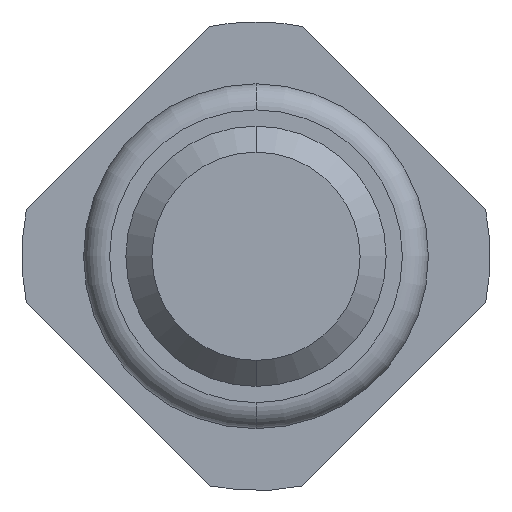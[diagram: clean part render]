
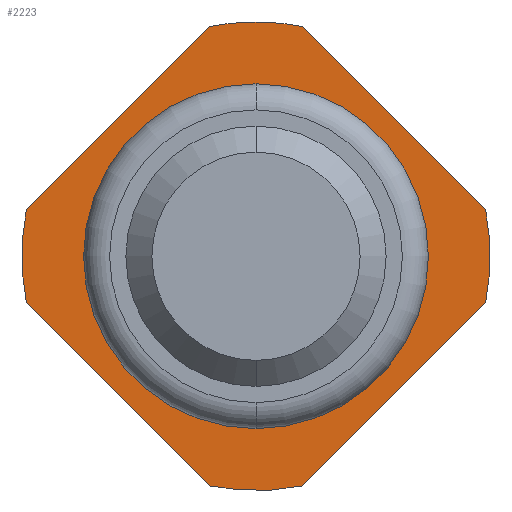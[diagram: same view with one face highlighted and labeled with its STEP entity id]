
A CAD part, front view. The second image highlights one B-rep face of the part: STEP entity #2223.
In plain terms, the highlighted planar face has unit normal (0, -1, 0).
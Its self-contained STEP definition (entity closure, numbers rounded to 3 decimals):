
#9 = EDGE_CURVE ( 'Defeature ausgef�hrt2_18+Defeature ausgef�hrt2_0+Defeature ausgef�hrt2_2+Defeature ausgef�hrt2_1', #2170, #1306, #2496, .T. ) ;
#21 = VERTEX_POINT ( 'NONE', #3735 ) ;
#97 = FACE_BOUND ( 'NONE', #909, .T. ) ;
#117 = DIRECTION ( 'NONE',  ( 0., 1., 0. ) ) ;
#186 = CARTESIAN_POINT ( 'NONE',  ( -1.764, -2., -0.357 ) ) ;
#254 = ORIENTED_EDGE ( 'NONE', *, *, #3938, .F. ) ;
#261 = EDGE_CURVE ( 'Defeature ausgef�hrt2_4+Defeature ausgef�hrt2_0+Defeature ausgef�hrt2_15+Defeature ausgef�hrt2_16', #1567, #3214, #1147, .T. ) ;
#309 = DIRECTION ( 'NONE',  ( 0., 1., 0. ) ) ;
#376 = DIRECTION ( 'NONE',  ( 0., 0., 1. ) ) ;
#388 = EDGE_CURVE ( 'Defeature ausgef�hrt2_17+Defeature ausgef�hrt2_0+Defeature ausgef�hrt2_3+Defeature ausgef�hrt2_2', #2165, #2115, #3100, .T. ) ;
#408 = AXIS2_PLACEMENT_3D ( 'NONE', #552, #3630, #1796 ) ;
#422 = VERTEX_POINT ( 'NONE', #186 ) ;
#427 = EDGE_CURVE ( 'Defeature ausgef�hrt2_0+Defeature ausgef�hrt2_12+Defeature ausgef�hrt2_12+Defeature ausgef�hrt2_12', #501, #21, #2709, .T. ) ;
#476 = DIRECTION ( 'NONE',  ( 0., 0., 1. ) ) ;
#497 = EDGE_CURVE ( 'Defeature ausgef�hrt2_15+Defeature ausgef�hrt2_0+Defeature ausgef�hrt2_1+Defeature ausgef�hrt2_4', #1973, #1567, #3545, .T. ) ;
#501 = VERTEX_POINT ( 'NONE', #811 ) ;
#552 = CARTESIAN_POINT ( 'NONE',  ( 0., -2., 0. ) ) ;
#556 = ORIENTED_EDGE ( 'NONE', *, *, #9, .F. ) ;
#581 = EDGE_LOOP ( 'NONE', ( #556, #697, #987, #760, #254, #1086, #1326, #1040, #1107 ) ) ;
#653 = DIRECTION ( 'NONE',  ( 0.707, 0., 0.707 ) ) ;
#687 = EDGE_CURVE ( 'Defeature ausgef�hrt2_2+Defeature ausgef�hrt2_0+Defeature ausgef�hrt2_17+Defeature ausgef�hrt2_18', #2115, #2076, #1099, .T. ) ;
#697 = ORIENTED_EDGE ( 'NONE', *, *, #935, .F. ) ;
#701 = CIRCLE ( 'NONE', #2962, 1.8 ) ;
#760 = ORIENTED_EDGE ( 'NONE', *, *, #388, .F. ) ;
#776 = VECTOR ( 'NONE', #3262, 1000. ) ;
#811 = CARTESIAN_POINT ( 'NONE',  ( 0., -2., -1.325 ) ) ;
#843 = VECTOR ( 'NONE', #653, 1000. ) ;
#881 = CARTESIAN_POINT ( 'NONE',  ( 0., -2., 1.8 ) ) ;
#909 = EDGE_LOOP ( 'NONE', ( #3542, #1471 ) ) ;
#935 = EDGE_CURVE ( 'Defeature ausgef�hrt2_2+Defeature ausgef�hrt2_0+Defeature ausgef�hrt2_17+Defeature ausgef�hrt2_18', #2076, #2170, #1238, .T. ) ;
#987 = ORIENTED_EDGE ( 'NONE', *, *, #687, .F. ) ;
#997 = DIRECTION ( 'NONE',  ( 0.707, 0., -0.707 ) ) ;
#1016 = DIRECTION ( 'NONE',  ( 0., 1., 0. ) ) ;
#1040 = ORIENTED_EDGE ( 'NONE', *, *, #497, .F. ) ;
#1086 = ORIENTED_EDGE ( 'NONE', *, *, #1225, .F. ) ;
#1099 = CIRCLE ( 'NONE', #1947, 1.8 ) ;
#1107 = ORIENTED_EDGE ( 'NONE', *, *, #2143, .F. ) ;
#1122 = CARTESIAN_POINT ( 'NONE',  ( 0., -2., 0. ) ) ;
#1147 = CIRCLE ( 'NONE', #408, 1.8 ) ;
#1225 = EDGE_CURVE ( 'Defeature ausgef�hrt2_16+Defeature ausgef�hrt2_0+Defeature ausgef�hrt2_4+Defeature ausgef�hrt2_3', #3214, #422, #3492, .T. ) ;
#1238 = CIRCLE ( 'NONE', #2010, 1.8 ) ;
#1262 = FACE_OUTER_BOUND ( 'NONE', #581, .T. ) ;
#1306 = VERTEX_POINT ( 'NONE', #3574 ) ;
#1325 = CARTESIAN_POINT ( 'NONE',  ( 1.8, -2., 0. ) ) ;
#1326 = ORIENTED_EDGE ( 'NONE', *, *, #261, .F. ) ;
#1343 = CARTESIAN_POINT ( 'NONE',  ( 0.357, -2., 1.764 ) ) ;
#1381 = CARTESIAN_POINT ( 'NONE',  ( -0.357, -2., -1.764 ) ) ;
#1416 = DIRECTION ( 'NONE',  ( 0., 1., 0. ) ) ;
#1471 = ORIENTED_EDGE ( 'NONE', *, *, #427, .T. ) ;
#1566 = CARTESIAN_POINT ( 'NONE',  ( -0.357, -2., 1.764 ) ) ;
#1567 = VERTEX_POINT ( 'NONE', #3183 ) ;
#1604 = AXIS2_PLACEMENT_3D ( 'NONE', #1325, #1016, #376 ) ;
#1675 = DIRECTION ( 'NONE',  ( 0., 0., 1. ) ) ;
#1796 = DIRECTION ( 'NONE',  ( 0., 0., 1. ) ) ;
#1886 = CARTESIAN_POINT ( 'NONE',  ( 1.961, -2., 0.161 ) ) ;
#1888 = CARTESIAN_POINT ( 'NONE',  ( -1.764, -2., 0.357 ) ) ;
#1908 = PLANE ( 'NONE',  #1604 ) ;
#1946 = CARTESIAN_POINT ( 'NONE',  ( -0.161, -2., -1.961 ) ) ;
#1947 = AXIS2_PLACEMENT_3D ( 'NONE', #3152, #2218, #1970 ) ;
#1970 = DIRECTION ( 'NONE',  ( 0., 0., 1. ) ) ;
#1973 = VERTEX_POINT ( 'NONE', #2826 ) ;
#1984 = DIRECTION ( 'NONE',  ( -0.707, 0., 0.707 ) ) ;
#2010 = AXIS2_PLACEMENT_3D ( 'NONE', #1122, #2355, #476 ) ;
#2076 = VERTEX_POINT ( 'NONE', #881 ) ;
#2115 = VERTEX_POINT ( 'NONE', #1566 ) ;
#2143 = EDGE_CURVE ( 'Defeature ausgef�hrt2_1+Defeature ausgef�hrt2_0+Defeature ausgef�hrt2_18+Defeature ausgef�hrt2_15', #1306, #1973, #701, .T. ) ;
#2160 = CIRCLE ( 'NONE', #3458, 1.8 ) ;
#2165 = VERTEX_POINT ( 'NONE', #1888 ) ;
#2170 = VERTEX_POINT ( 'NONE', #1343 ) ;
#2218 = DIRECTION ( 'NONE',  ( 0., 1., 0. ) ) ;
#2223 = ADVANCED_FACE ( 'Defeature ausgef�hrt2_0', ( #97, #1262 ), #1908, .F. ) ;
#2247 = CARTESIAN_POINT ( 'NONE',  ( -0.161, -2., 1.961 ) ) ;
#2276 = DIRECTION ( 'NONE',  ( 0., 1., 0. ) ) ;
#2355 = DIRECTION ( 'NONE',  ( 0., 1., 0. ) ) ;
#2452 = VECTOR ( 'NONE', #1984, 1000. ) ;
#2496 = LINE ( 'NONE', #1886, #2879 ) ;
#2516 = EDGE_CURVE ( 'Defeature ausgef�hrt2_0+Defeature ausgef�hrt2_12+Defeature ausgef�hrt2_12+Defeature ausgef�hrt2_12', #21, #501, #2783, .T. ) ;
#2538 = DIRECTION ( 'NONE',  ( 0., 0., 1. ) ) ;
#2559 = CARTESIAN_POINT ( 'NONE',  ( 0., -2., 0. ) ) ;
#2668 = CARTESIAN_POINT ( 'NONE',  ( 0., -2., 0. ) ) ;
#2709 = CIRCLE ( 'NONE', #3563, 1.325 ) ;
#2733 = DIRECTION ( 'NONE',  ( 0., 0., 1. ) ) ;
#2783 = CIRCLE ( 'NONE', #3305, 1.325 ) ;
#2826 = CARTESIAN_POINT ( 'NONE',  ( 1.764, -2., -0.357 ) ) ;
#2879 = VECTOR ( 'NONE', #997, 1000. ) ;
#2944 = CARTESIAN_POINT ( 'NONE',  ( 0., -2., 0. ) ) ;
#2962 = AXIS2_PLACEMENT_3D ( 'NONE', #2559, #2276, #2538 ) ;
#3100 = LINE ( 'NONE', #2247, #843 ) ;
#3152 = CARTESIAN_POINT ( 'NONE',  ( 0., -2., 0. ) ) ;
#3183 = CARTESIAN_POINT ( 'NONE',  ( 0.357, -2., -1.764 ) ) ;
#3214 = VERTEX_POINT ( 'NONE', #1381 ) ;
#3262 = DIRECTION ( 'NONE',  ( -0.707, 0., -0.707 ) ) ;
#3305 = AXIS2_PLACEMENT_3D ( 'NONE', #3991, #309, #2733 ) ;
#3458 = AXIS2_PLACEMENT_3D ( 'NONE', #2944, #117, #3559 ) ;
#3492 = LINE ( 'NONE', #1946, #2452 ) ;
#3542 = ORIENTED_EDGE ( 'NONE', *, *, #2516, .T. ) ;
#3545 = LINE ( 'NONE', #3588, #776 ) ;
#3559 = DIRECTION ( 'NONE',  ( 0., 0., 1. ) ) ;
#3563 = AXIS2_PLACEMENT_3D ( 'NONE', #2668, #1416, #1675 ) ;
#3574 = CARTESIAN_POINT ( 'NONE',  ( 1.764, -2., 0.357 ) ) ;
#3588 = CARTESIAN_POINT ( 'NONE',  ( 1.961, -2., -0.161 ) ) ;
#3630 = DIRECTION ( 'NONE',  ( 0., 1., 0. ) ) ;
#3735 = CARTESIAN_POINT ( 'NONE',  ( 0., -2., 1.325 ) ) ;
#3938 = EDGE_CURVE ( 'Defeature ausgef�hrt2_3+Defeature ausgef�hrt2_0+Defeature ausgef�hrt2_16+Defeature ausgef�hrt2_17', #422, #2165, #2160, .T. ) ;
#3991 = CARTESIAN_POINT ( 'NONE',  ( 0., -2., 0. ) ) ;
